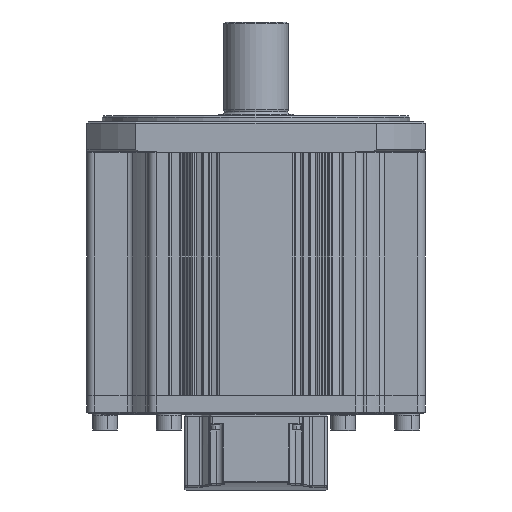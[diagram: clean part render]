
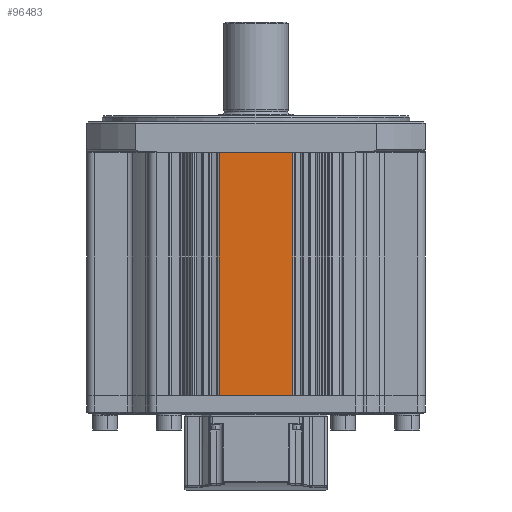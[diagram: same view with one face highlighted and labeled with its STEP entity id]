
A CAD part, front view. The second image highlights one B-rep face of the part: STEP entity #96483.
In plain terms, the highlighted planar face has unit normal (0, -1, 0).
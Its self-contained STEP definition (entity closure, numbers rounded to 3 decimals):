
#19030 = EDGE_LOOP ( 'NONE', ( #78977, #78969, #78957, #79015 ) ) ;
#37956 = VECTOR ( 'NONE', #56577, 1000. ) ;
#37978 = VECTOR ( 'NONE', #56550, 1000. ) ;
#40597 = VECTOR ( 'NONE', #54377, 1000. ) ;
#40744 = VECTOR ( 'NONE', #52974, 1000. ) ;
#45580 = AXIS2_PLACEMENT_3D ( 'NONE', #46943, #46990, #46961 ) ;
#46932 = PLANE ( 'NONE',  #45580 ) ;
#46943 = CARTESIAN_POINT ( 'NONE',  ( 6.427, -110., 0. ) ) ;
#46961 = DIRECTION ( 'NONE',  ( -1., 0., 0. ) ) ;
#46990 = DIRECTION ( 'NONE',  ( 0., 1., 0. ) ) ;
#47001 = FACE_OUTER_BOUND ( 'NONE', #19030, .T. ) ;
#52961 = CARTESIAN_POINT ( 'NONE',  ( 6.427, -110., 0. ) ) ;
#52974 = DIRECTION ( 'NONE',  ( 1., 0., 0. ) ) ;
#52976 = LINE ( 'NONE', #52961, #40744 ) ;
#54338 = CARTESIAN_POINT ( 'NONE',  ( 6.427, -110., -158. ) ) ;
#54346 = LINE ( 'NONE', #54338, #40597 ) ;
#54377 = DIRECTION ( 'NONE',  ( 1., 0., 0. ) ) ;
#56484 = LINE ( 'NONE', #56492, #37978 ) ;
#56492 = CARTESIAN_POINT ( 'NONE',  ( 24., -110., 0. ) ) ;
#56550 = DIRECTION ( 'NONE',  ( 0., 0., -1. ) ) ;
#56552 = CARTESIAN_POINT ( 'NONE',  ( -24., -110., 0. ) ) ;
#56577 = DIRECTION ( 'NONE',  ( 0., 0., -1. ) ) ;
#56579 = LINE ( 'NONE', #56552, #37956 ) ;
#74612 = CARTESIAN_POINT ( 'NONE',  ( -24., -110., -158. ) ) ;
#74648 = CARTESIAN_POINT ( 'NONE',  ( 24., -110., -158. ) ) ;
#74678 = CARTESIAN_POINT ( 'NONE',  ( 24., -110., 0. ) ) ;
#74708 = CARTESIAN_POINT ( 'NONE',  ( -24., -110., 0. ) ) ;
#78957 = ORIENTED_EDGE ( 'NONE', *, *, #94869, .F. ) ;
#78969 = ORIENTED_EDGE ( 'NONE', *, *, #94893, .F. ) ;
#78977 = ORIENTED_EDGE ( 'NONE', *, *, #94813, .T. ) ;
#79015 = ORIENTED_EDGE ( 'NONE', *, *, #94909, .T. ) ;
#94813 = EDGE_CURVE ( 'NONE', #98437, #98428, #54346, .T. ) ;
#94869 = EDGE_CURVE ( 'NONE', #98492, #98478, #52976, .T. ) ;
#94893 = EDGE_CURVE ( 'NONE', #98478, #98428, #56484, .T. ) ;
#94909 = EDGE_CURVE ( 'NONE', #98492, #98437, #56579, .T. ) ;
#96483 = ADVANCED_FACE ( 'NONE', ( #47001 ), #46932, .F. ) ;
#98428 = VERTEX_POINT ( 'NONE', #74648 ) ;
#98437 = VERTEX_POINT ( 'NONE', #74612 ) ;
#98478 = VERTEX_POINT ( 'NONE', #74678 ) ;
#98492 = VERTEX_POINT ( 'NONE', #74708 ) ;
